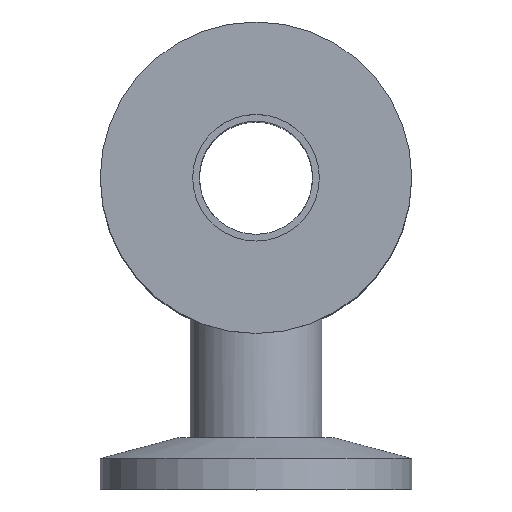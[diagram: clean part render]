
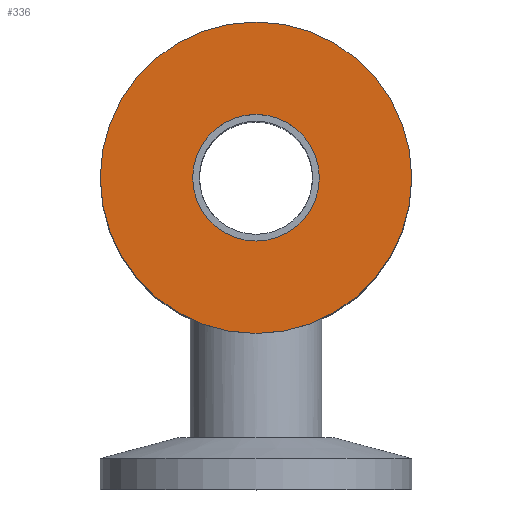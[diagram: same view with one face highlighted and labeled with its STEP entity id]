
A CAD part, top view. The second image highlights one B-rep face of the part: STEP entity #336.
In plain terms, the highlighted face is planar.
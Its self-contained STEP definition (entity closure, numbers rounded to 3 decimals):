
#49=FACE_BOUND('',#118,.T.);
#58=CIRCLE('',#448,15.);
#59=CIRCLE('',#449,15.);
#68=CIRCLE('',#463,6.1);
#69=CIRCLE('',#464,6.1);
#94=FACE_OUTER_BOUND('',#117,.T.);
#117=EDGE_LOOP('',(#305,#306));
#118=EDGE_LOOP('',(#307,#308));
#171=VERTEX_POINT('',#653);
#172=VERTEX_POINT('',#655);
#181=VERTEX_POINT('',#681);
#182=VERTEX_POINT('',#683);
#210=EDGE_CURVE('',#171,#172,#58,.T.);
#211=EDGE_CURVE('',#172,#171,#59,.T.);
#223=EDGE_CURVE('',#182,#181,#68,.T.);
#224=EDGE_CURVE('',#181,#182,#69,.T.);
#305=ORIENTED_EDGE('',*,*,#211,.F.);
#306=ORIENTED_EDGE('',*,*,#210,.F.);
#307=ORIENTED_EDGE('',*,*,#223,.T.);
#308=ORIENTED_EDGE('',*,*,#224,.T.);
#318=PLANE('',#465);
#336=ADVANCED_FACE('',(#94,#49),#318,.T.);
#448=AXIS2_PLACEMENT_3D('',#656,#546,#547);
#449=AXIS2_PLACEMENT_3D('',#657,#548,#549);
#463=AXIS2_PLACEMENT_3D('',#684,#579,#580);
#464=AXIS2_PLACEMENT_3D('',#685,#581,#582);
#465=AXIS2_PLACEMENT_3D('',#686,#583,#584);
#546=DIRECTION('center_axis',(0.,1.,0.));
#547=DIRECTION('ref_axis',(1.,0.,0.));
#548=DIRECTION('center_axis',(0.,1.,0.));
#549=DIRECTION('ref_axis',(1.,0.,0.));
#579=DIRECTION('center_axis',(0.,1.,0.));
#580=DIRECTION('ref_axis',(1.,0.,0.));
#581=DIRECTION('center_axis',(0.,1.,0.));
#582=DIRECTION('ref_axis',(1.,0.,0.));
#583=DIRECTION('center_axis',(0.,-1.,0.));
#584=DIRECTION('ref_axis',(0.,0.,-1.));
#653=CARTESIAN_POINT('',(15.,0.,0.));
#655=CARTESIAN_POINT('',(-15.,0.,0.));
#656=CARTESIAN_POINT('Origin',(0.,0.,0.));
#657=CARTESIAN_POINT('Origin',(0.,0.,0.));
#681=CARTESIAN_POINT('',(6.1,0.,0.));
#683=CARTESIAN_POINT('',(-6.1,0.,0.));
#684=CARTESIAN_POINT('Origin',(0.,0.,0.));
#685=CARTESIAN_POINT('Origin',(0.,0.,0.));
#686=CARTESIAN_POINT('Origin',(-15.,0.,0.));
